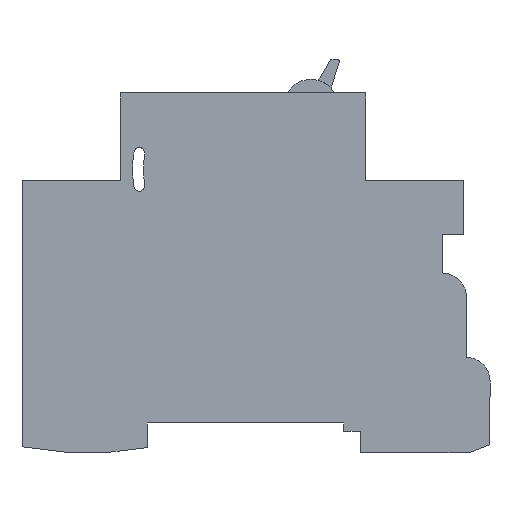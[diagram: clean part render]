
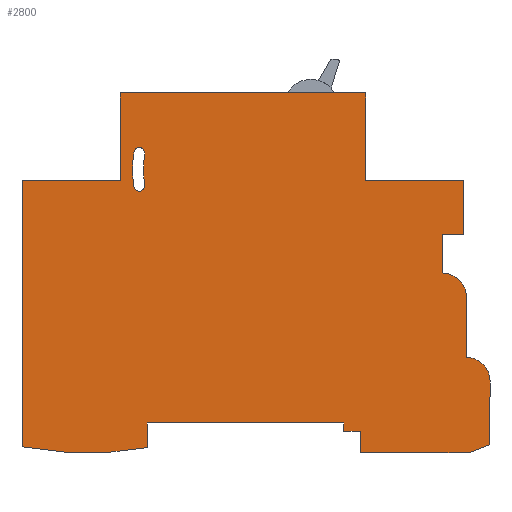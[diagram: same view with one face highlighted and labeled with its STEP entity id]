
A CAD part, left-side view. The second image highlights one B-rep face of the part: STEP entity #2800.
In plain terms, the highlighted planar face has unit normal (-1, 0, 0).
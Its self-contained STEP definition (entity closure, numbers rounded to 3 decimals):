
#1661=CARTESIAN_POINT('',(0.,18.,49.5));
#1662=VERTEX_POINT('',#1661);
#1669=CARTESIAN_POINT('',(0.,20.,49.5));
#1670=VERTEX_POINT('',#1669);
#1671=CARTESIAN_POINT('',(0.0,19.,49.5));
#1672=DIRECTION('',(1.0,0.0,0.0));
#1673=DIRECTION('',(0.0,0.0,1.0));
#1674=AXIS2_PLACEMENT_3D('',#1671,#1672,#1673);
#1675=CIRCLE('',#1674,1.);
#1676=EDGE_CURVE('',#1670,#1662,#1675,.T.);
#1702=CARTESIAN_POINT('',(0.,20.,43.5));
#1703=VERTEX_POINT('',#1702);
#1704=CARTESIAN_POINT('',(0.0,2.125,46.5));
#1705=DIRECTION('',(1.0,0.0,0.0));
#1706=DIRECTION('',(0.0,1.0,0.0));
#1707=AXIS2_PLACEMENT_3D('',#1704,#1705,#1706);
#1708=CIRCLE('',#1707,18.125);
#1709=EDGE_CURVE('',#1703,#1670,#1708,.T.);
#1735=CARTESIAN_POINT('',(0.,18.,43.5));
#1736=VERTEX_POINT('',#1735);
#1737=CARTESIAN_POINT('',(0.0,19.,43.5));
#1738=DIRECTION('',(1.0,0.0,0.0));
#1739=DIRECTION('',(0.0,0.0,-1.0));
#1740=AXIS2_PLACEMENT_3D('',#1737,#1738,#1739);
#1741=CIRCLE('',#1740,1.);
#1742=EDGE_CURVE('',#1736,#1703,#1741,.T.);
#1766=CARTESIAN_POINT('',(0.0,0.125,46.5));
#1767=DIRECTION('',(-1.0,0.0,0.0));
#1768=DIRECTION('',(0.0,1.0,0.0));
#1769=AXIS2_PLACEMENT_3D('',#1766,#1767,#1768);
#1770=CIRCLE('',#1769,18.125);
#1771=EDGE_CURVE('',#1662,#1736,#1770,.T.);
#1912=CARTESIAN_POINT('',(0.0,40.5,-4.375));
#1913=VERTEX_POINT('',#1912);
#1920=CARTESIAN_POINT('',(0.0,40.5,44.5));
#1921=VERTEX_POINT('',#1920);
#1922=CARTESIAN_POINT('',(0.,40.5,-4.375));
#1923=DIRECTION('',(0.0,0.0,1.0));
#1924=VECTOR('',#1923,48.875);
#1925=LINE('',#1922,#1924);
#1926=EDGE_CURVE('',#1913,#1921,#1925,.T.);
#2086=CARTESIAN_POINT('',(0.0,22.5,44.5));
#2087=VERTEX_POINT('',#2086);
#2088=CARTESIAN_POINT('',(0.0,22.5,60.5));
#2089=VERTEX_POINT('',#2088);
#2090=CARTESIAN_POINT('',(0.,22.5,44.5));
#2091=DIRECTION('',(0.0,0.0,1.0));
#2092=VECTOR('',#2091,16.0);
#2093=LINE('',#2090,#2092);
#2094=EDGE_CURVE('',#2087,#2089,#2093,.T.);
#2126=CARTESIAN_POINT('',(0.0,-22.5,60.5));
#2127=VERTEX_POINT('',#2126);
#2128=CARTESIAN_POINT('',(0.0,22.5,60.5));
#2129=DIRECTION('',(0.0,-1.0,0.0));
#2130=VECTOR('',#2129,45.);
#2131=LINE('',#2128,#2130);
#2132=EDGE_CURVE('',#2089,#2127,#2131,.T.);
#2163=CARTESIAN_POINT('',(0.0,-22.5,44.5));
#2164=VERTEX_POINT('',#2163);
#2165=CARTESIAN_POINT('',(0.,-22.5,60.5));
#2166=DIRECTION('',(0.0,0.0,-1.0));
#2167=VECTOR('',#2166,16.0);
#2168=LINE('',#2165,#2167);
#2169=EDGE_CURVE('',#2127,#2164,#2168,.T.);
#2194=CARTESIAN_POINT('',(0.0,-40.5,44.5));
#2195=VERTEX_POINT('',#2194);
#2196=CARTESIAN_POINT('',(0.0,-22.5,44.5));
#2197=DIRECTION('',(0.0,-1.0,0.0));
#2198=VECTOR('',#2197,18.);
#2199=LINE('',#2196,#2198);
#2200=EDGE_CURVE('',#2164,#2195,#2199,.T.);
#2225=CARTESIAN_POINT('',(0.0,-40.5,34.5));
#2226=VERTEX_POINT('',#2225);
#2227=CARTESIAN_POINT('',(0.,-40.5,44.5));
#2228=DIRECTION('',(0.0,0.0,-1.0));
#2229=VECTOR('',#2228,10.0);
#2230=LINE('',#2227,#2229);
#2231=EDGE_CURVE('',#2195,#2226,#2230,.T.);
#2256=CARTESIAN_POINT('',(0.0,-36.5,34.5));
#2257=VERTEX_POINT('',#2256);
#2258=CARTESIAN_POINT('',(0.0,-40.5,34.5));
#2259=DIRECTION('',(0.0,1.0,0.0));
#2260=VECTOR('',#2259,4.);
#2261=LINE('',#2258,#2260);
#2262=EDGE_CURVE('',#2226,#2257,#2261,.T.);
#2287=CARTESIAN_POINT('',(0.0,-36.5,27.5));
#2288=VERTEX_POINT('',#2287);
#2289=CARTESIAN_POINT('',(0.,-36.5,34.5));
#2290=DIRECTION('',(0.0,0.0,-1.0));
#2291=VECTOR('',#2290,7.0);
#2292=LINE('',#2289,#2291);
#2293=EDGE_CURVE('',#2257,#2288,#2292,.T.);
#2318=CARTESIAN_POINT('',(0.0,-41.,23.));
#2319=VERTEX_POINT('',#2318);
#2320=CARTESIAN_POINT('',(0.0,-36.5,23.));
#2321=DIRECTION('',(1.0,0.,0.));
#2322=DIRECTION('',(0.,-0.707,0.707));
#2323=AXIS2_PLACEMENT_3D('',#2320,#2321,#2322);
#2324=CIRCLE('',#2323,4.5);
#2325=EDGE_CURVE('',#2288,#2319,#2324,.T.);
#2351=CARTESIAN_POINT('',(0.0,-41.,12.));
#2352=VERTEX_POINT('',#2351);
#2353=CARTESIAN_POINT('',(0.,-41.,23.));
#2354=DIRECTION('',(0.0,0.0,-1.0));
#2355=VECTOR('',#2354,11.0);
#2356=LINE('',#2353,#2355);
#2357=EDGE_CURVE('',#2319,#2352,#2356,.T.);
#2382=CARTESIAN_POINT('',(0.0,-45.3,7.7));
#2383=VERTEX_POINT('',#2382);
#2384=CARTESIAN_POINT('',(0.0,-41.,7.7));
#2385=DIRECTION('',(1.0,0.,0.));
#2386=DIRECTION('',(0.,-0.707,0.707));
#2387=AXIS2_PLACEMENT_3D('',#2384,#2385,#2386);
#2388=CIRCLE('',#2387,4.3);
#2389=EDGE_CURVE('',#2352,#2383,#2388,.T.);
#2415=CARTESIAN_POINT('',(0.0,-45.3,-4.));
#2416=VERTEX_POINT('',#2415);
#2417=CARTESIAN_POINT('',(0.,-45.3,7.7));
#2418=DIRECTION('',(0.0,0.0,-1.0));
#2419=VECTOR('',#2418,11.7);
#2420=LINE('',#2417,#2419);
#2421=EDGE_CURVE('',#2383,#2416,#2420,.T.);
#2446=CARTESIAN_POINT('',(0.0,-41.3,-5.5));
#2447=VERTEX_POINT('',#2446);
#2448=CARTESIAN_POINT('',(0.,-45.3,-4.));
#2449=DIRECTION('',(0.,0.936,-0.351));
#2450=VECTOR('',#2449,4.272);
#2451=LINE('',#2448,#2450);
#2452=EDGE_CURVE('',#2416,#2447,#2451,.T.);
#2477=CARTESIAN_POINT('',(0.0,-21.5,-5.5));
#2478=VERTEX_POINT('',#2477);
#2479=CARTESIAN_POINT('',(0.0,-41.3,-5.5));
#2480=DIRECTION('',(0.0,1.0,0.0));
#2481=VECTOR('',#2480,19.8);
#2482=LINE('',#2479,#2481);
#2483=EDGE_CURVE('',#2447,#2478,#2482,.T.);
#2508=CARTESIAN_POINT('',(0.0,-21.5,-1.5));
#2509=VERTEX_POINT('',#2508);
#2510=CARTESIAN_POINT('',(0.,-21.5,-5.5));
#2511=DIRECTION('',(0.0,0.0,1.0));
#2512=VECTOR('',#2511,4.);
#2513=LINE('',#2510,#2512);
#2514=EDGE_CURVE('',#2478,#2509,#2513,.T.);
#2539=CARTESIAN_POINT('',(0.0,-18.5,-1.5));
#2540=VERTEX_POINT('',#2539);
#2541=CARTESIAN_POINT('',(0.0,-21.5,-1.5));
#2542=DIRECTION('',(0.0,1.0,0.0));
#2543=VECTOR('',#2542,3.0);
#2544=LINE('',#2541,#2543);
#2545=EDGE_CURVE('',#2509,#2540,#2544,.T.);
#2570=CARTESIAN_POINT('',(0.0,-18.5,0.0));
#2571=VERTEX_POINT('',#2570);
#2572=CARTESIAN_POINT('',(0.,-18.5,-1.5));
#2573=DIRECTION('',(0.0,0.0,1.0));
#2574=VECTOR('',#2573,1.5);
#2575=LINE('',#2572,#2574);
#2576=EDGE_CURVE('',#2540,#2571,#2575,.T.);
#2601=CARTESIAN_POINT('',(0.0,17.5,0.0));
#2602=VERTEX_POINT('',#2601);
#2603=CARTESIAN_POINT('',(0.0,-18.5,0.0));
#2604=DIRECTION('',(0.0,1.0,0.0));
#2605=VECTOR('',#2604,36.);
#2606=LINE('',#2603,#2605);
#2607=EDGE_CURVE('',#2571,#2602,#2606,.T.);
#2632=CARTESIAN_POINT('',(0.0,17.5,-4.5));
#2633=VERTEX_POINT('',#2632);
#2634=CARTESIAN_POINT('',(0.,17.5,0.0));
#2635=DIRECTION('',(0.0,0.0,-1.0));
#2636=VECTOR('',#2635,4.5);
#2637=LINE('',#2634,#2636);
#2638=EDGE_CURVE('',#2602,#2633,#2637,.T.);
#2663=CARTESIAN_POINT('',(0.0,25.5,-5.5));
#2664=VERTEX_POINT('',#2663);
#2665=CARTESIAN_POINT('',(0.,17.5,-4.5));
#2666=DIRECTION('',(0.,0.992,-0.124));
#2667=VECTOR('',#2666,8.062);
#2668=LINE('',#2665,#2667);
#2669=EDGE_CURVE('',#2633,#2664,#2668,.T.);
#2694=CARTESIAN_POINT('',(0.0,31.5,-5.5));
#2695=VERTEX_POINT('',#2694);
#2696=CARTESIAN_POINT('',(0.0,25.5,-5.5));
#2697=DIRECTION('',(0.0,1.0,0.0));
#2698=VECTOR('',#2697,6.0);
#2699=LINE('',#2696,#2698);
#2700=EDGE_CURVE('',#2664,#2695,#2699,.T.);
#2725=CARTESIAN_POINT('',(0.,31.5,-5.5));
#2726=DIRECTION('',(0.,0.992,0.124));
#2727=VECTOR('',#2726,9.07);
#2728=LINE('',#2725,#2727);
#2729=EDGE_CURVE('',#2695,#1913,#2728,.T.);
#2747=CARTESIAN_POINT('',(0.0,40.5,44.5));
#2748=DIRECTION('',(0.0,-1.0,0.0));
#2749=VECTOR('',#2748,18.);
#2750=LINE('',#2747,#2749);
#2751=EDGE_CURVE('',#1921,#2087,#2750,.T.);
#2764=CARTESIAN_POINT('',(0.0,-2.021,25.11));
#2765=DIRECTION('',(-1.0,0.0,0.0));
#2766=DIRECTION('',(0.0,0.0,1.0));
#2767=AXIS2_PLACEMENT_3D('',#2764,#2765,#2766);
#2768=PLANE('',#2767);
#2769=ORIENTED_EDGE('',*,*,#2094,.F.);
#2770=ORIENTED_EDGE('',*,*,#2751,.F.);
#2771=ORIENTED_EDGE('',*,*,#1926,.F.);
#2772=ORIENTED_EDGE('',*,*,#2729,.F.);
#2773=ORIENTED_EDGE('',*,*,#2700,.F.);
#2774=ORIENTED_EDGE('',*,*,#2669,.F.);
#2775=ORIENTED_EDGE('',*,*,#2638,.F.);
#2776=ORIENTED_EDGE('',*,*,#2607,.F.);
#2777=ORIENTED_EDGE('',*,*,#2576,.F.);
#2778=ORIENTED_EDGE('',*,*,#2545,.F.);
#2779=ORIENTED_EDGE('',*,*,#2514,.F.);
#2780=ORIENTED_EDGE('',*,*,#2483,.F.);
#2781=ORIENTED_EDGE('',*,*,#2452,.F.);
#2782=ORIENTED_EDGE('',*,*,#2421,.F.);
#2783=ORIENTED_EDGE('',*,*,#2389,.F.);
#2784=ORIENTED_EDGE('',*,*,#2357,.F.);
#2785=ORIENTED_EDGE('',*,*,#2325,.F.);
#2786=ORIENTED_EDGE('',*,*,#2293,.F.);
#2787=ORIENTED_EDGE('',*,*,#2262,.F.);
#2788=ORIENTED_EDGE('',*,*,#2231,.F.);
#2789=ORIENTED_EDGE('',*,*,#2200,.F.);
#2790=ORIENTED_EDGE('',*,*,#2169,.F.);
#2791=ORIENTED_EDGE('',*,*,#2132,.F.);
#2792=EDGE_LOOP('',(#2769,#2770,#2771,#2772,#2773,#2774,#2775,#2776,#2777,#2778,#2779,#2780,#2781,#2782,#2783,#2784,#2785,#2786,#2787,#2788,#2789,#2790,#2791));
#2793=FACE_OUTER_BOUND('',#2792,.T.);
#2794=ORIENTED_EDGE('',*,*,#1742,.T.);
#2795=ORIENTED_EDGE('',*,*,#1709,.T.);
#2796=ORIENTED_EDGE('',*,*,#1676,.T.);
#2797=ORIENTED_EDGE('',*,*,#1771,.T.);
#2798=EDGE_LOOP('',(#2794,#2795,#2796,#2797));
#2799=FACE_BOUND('',#2798,.T.);
#2800=ADVANCED_FACE('',(#2793,#2799),#2768,.T.);
